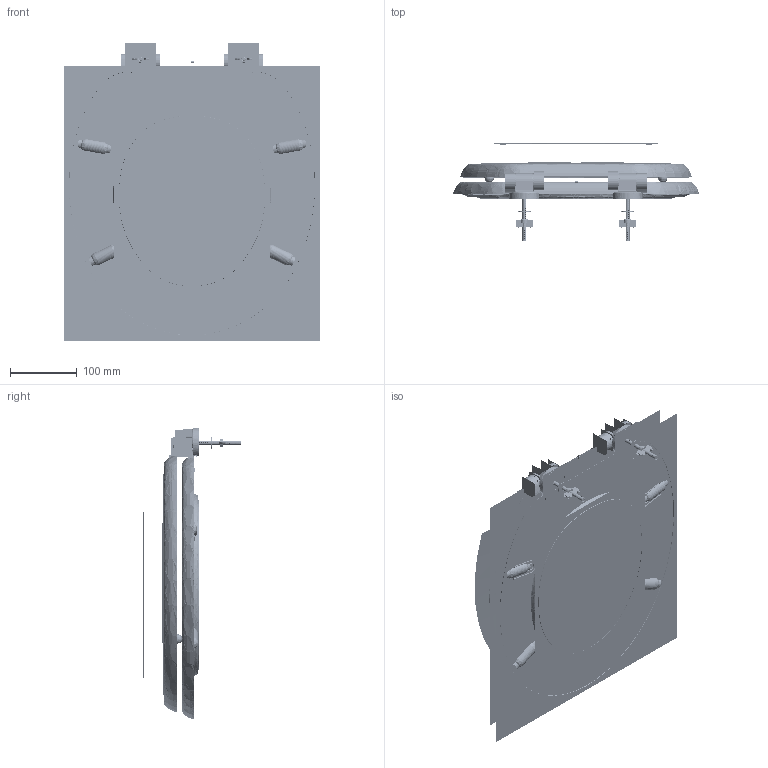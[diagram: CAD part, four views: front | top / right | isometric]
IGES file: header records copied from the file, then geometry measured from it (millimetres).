
Start section:  PTC IGES file: f174S+Y12-E03W01_asm.igs
Global section: file name: f174S+Y12-E03W01_asm.igs; native system: Creo Elements/Pro by Parametric Technology Corporation; preprocessor: 2010370; author: Administrator; organization: Unknown; date: 20201029.094513; units: millimetre
Bounding box: 384.87 x 148.82 x 447.27 mm (x, y, z)
Volume: 1389895.7 mm3; surface area: 5553024.9 mm2
Topology: 66 solids, 93 shells, 7446 faces, 40551 edges, 52958 vertices
Faces by surface type: revolution 3894, bspline 3528, extrusion 24
